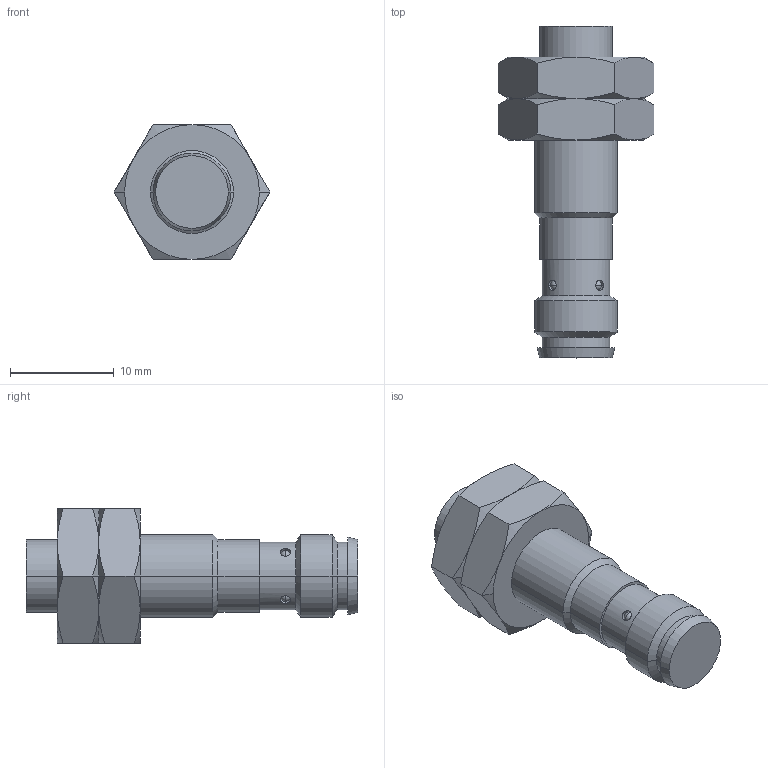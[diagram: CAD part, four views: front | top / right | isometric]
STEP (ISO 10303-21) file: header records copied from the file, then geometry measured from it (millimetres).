
FILE_DESCRIPTION(('STEP AP203'),'1');
FILE_NAME(' ',' ',('TraceParts'),('TraceParts S.A.'),'XStep 1.0',' ',' ');
FILE_SCHEMA(('CONFIG_CONTROL_DESIGN'));
Length unit declared in the file: millimetre
Products named in the file (3): 1; 2; 3
Bounding box: 15.01 x 32 x 13 mm (x, y, z)
Volume: 2245 mm3; surface area: 1802.1 mm2
Topology: 3 solids, 3 shells, 102 faces, 218 edges, 120 vertices
Faces by surface type: cone 50, cylinder 24, plane 20, sphere 8
Entity records: 2954 total; most frequent: CARTESIAN_POINT 763, DIRECTION 456, ORIENTED_EDGE 420, EDGE_CURVE 210, AXIS2_PLACEMENT_3D 197, VERTEX_POINT 120, EDGE_LOOP 112, ADVANCED_FACE 102
